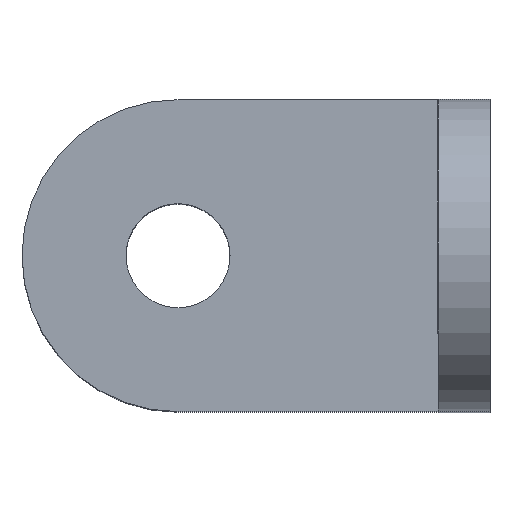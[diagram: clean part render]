
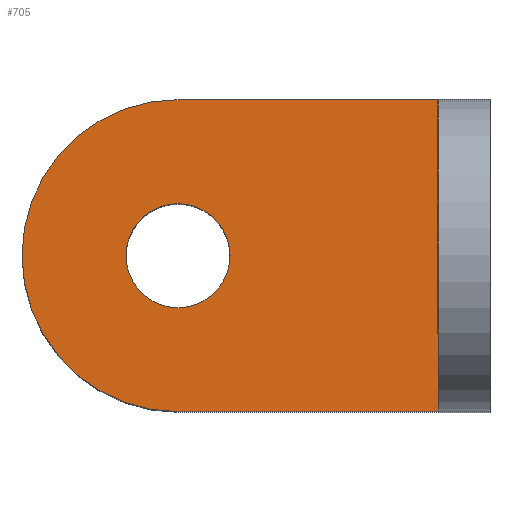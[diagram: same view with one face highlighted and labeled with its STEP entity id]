
A CAD part, top view. The second image highlights one B-rep face of the part: STEP entity #705.
In plain terms, the highlighted planar face has unit normal (0, 0, 1).
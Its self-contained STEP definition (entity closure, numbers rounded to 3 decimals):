
#19 = ORIENTED_EDGE ( 'NONE', *, *, #41, .T. ) ;
#27 = DIRECTION ( 'NONE',  ( 0., 0., 1. ) ) ;
#33 = DIRECTION ( 'NONE',  ( 1., 0., 0. ) ) ;
#38 = DIRECTION ( 'NONE',  ( -1., 0., 0. ) ) ;
#39 = VERTEX_POINT ( 'NONE', #567 ) ;
#41 = EDGE_CURVE ( 'NONE', #549, #535, #570, .T. ) ;
#48 = CARTESIAN_POINT ( 'NONE',  ( 0., 0., 18. ) ) ;
#53 = EDGE_CURVE ( 'NONE', #482, #657, #428, .T. ) ;
#74 = ORIENTED_EDGE ( 'NONE', *, *, #156, .F. ) ;
#100 = LINE ( 'NONE', #580, #566 ) ;
#116 = CARTESIAN_POINT ( 'NONE',  ( 0., 0., 18. ) ) ;
#126 = VERTEX_POINT ( 'NONE', #159 ) ;
#128 = AXIS2_PLACEMENT_3D ( 'NONE', #48, #230, #523 ) ;
#130 = EDGE_CURVE ( 'NONE', #39, #482, #100, .T. ) ;
#154 = PLANE ( 'NONE',  #128 ) ;
#156 = EDGE_CURVE ( 'NONE', #413, #126, #543, .T. ) ;
#159 = CARTESIAN_POINT ( 'NONE',  ( -5., 0., 18. ) ) ;
#213 = CARTESIAN_POINT ( 'NONE',  ( 25., 15., 18. ) ) ;
#220 = CARTESIAN_POINT ( 'NONE',  ( 25., -15., 18. ) ) ;
#225 = CARTESIAN_POINT ( 'NONE',  ( -15., 0., 18. ) ) ;
#227 = ORIENTED_EDGE ( 'NONE', *, *, #130, .T. ) ;
#230 = DIRECTION ( 'NONE',  ( 0., 0., 1. ) ) ;
#231 = DIRECTION ( 'NONE',  ( 1., 0., 0. ) ) ;
#238 = DIRECTION ( 'NONE',  ( 0., 0., 1. ) ) ;
#244 = CARTESIAN_POINT ( 'NONE',  ( 0., 15., 18. ) ) ;
#252 = ORIENTED_EDGE ( 'NONE', *, *, #255, .T. ) ;
#255 = EDGE_CURVE ( 'NONE', #657, #549, #730, .T. ) ;
#266 = VECTOR ( 'NONE', #33, 1000. ) ;
#277 = CARTESIAN_POINT ( 'NONE',  ( 0., 0., 18. ) ) ;
#296 = CARTESIAN_POINT ( 'NONE',  ( 5., 0., 18. ) ) ;
#311 = DIRECTION ( 'NONE',  ( 0., 0., 1. ) ) ;
#317 = AXIS2_PLACEMENT_3D ( 'NONE', #116, #311, #372 ) ;
#323 = CARTESIAN_POINT ( 'NONE',  ( 25., -15., 18. ) ) ;
#344 = DIRECTION ( 'NONE',  ( 1., 0., 0. ) ) ;
#345 = ORIENTED_EDGE ( 'NONE', *, *, #347, .F. ) ;
#347 = EDGE_CURVE ( 'NONE', #126, #413, #743, .T. ) ;
#350 = FACE_BOUND ( 'NONE', #357, .T. ) ;
#357 = EDGE_LOOP ( 'NONE', ( #345, #74 ) ) ;
#372 = DIRECTION ( 'NONE',  ( 1., 0., 0. ) ) ;
#385 = CARTESIAN_POINT ( 'NONE',  ( 0., -15., 18. ) ) ;
#413 = VERTEX_POINT ( 'NONE', #296 ) ;
#423 = EDGE_LOOP ( 'NONE', ( #517, #252, #19, #623, #227 ) ) ;
#428 = CIRCLE ( 'NONE', #590, 15. ) ;
#482 = VERTEX_POINT ( 'NONE', #244 ) ;
#517 = ORIENTED_EDGE ( 'NONE', *, *, #53, .T. ) ;
#520 = CARTESIAN_POINT ( 'NONE',  ( 0., 0., 18. ) ) ;
#523 = DIRECTION ( 'NONE',  ( 1., 0., 0. ) ) ;
#524 = VECTOR ( 'NONE', #744, 1000. ) ;
#535 = VERTEX_POINT ( 'NONE', #323 ) ;
#543 = CIRCLE ( 'NONE', #715, 5. ) ;
#549 = VERTEX_POINT ( 'NONE', #385 ) ;
#566 = VECTOR ( 'NONE', #38, 1000. ) ;
#567 = CARTESIAN_POINT ( 'NONE',  ( 25., 15., 18. ) ) ;
#568 = EDGE_CURVE ( 'NONE', #535, #39, #621, .T. ) ;
#570 = LINE ( 'NONE', #220, #266 ) ;
#580 = CARTESIAN_POINT ( 'NONE',  ( 0., 15., 18. ) ) ;
#590 = AXIS2_PLACEMENT_3D ( 'NONE', #277, #27, #344 ) ;
#621 = LINE ( 'NONE', #213, #524 ) ;
#623 = ORIENTED_EDGE ( 'NONE', *, *, #568, .T. ) ;
#644 = DIRECTION ( 'NONE',  ( 1., 0., 0. ) ) ;
#657 = VERTEX_POINT ( 'NONE', #225 ) ;
#677 = AXIS2_PLACEMENT_3D ( 'NONE', #778, #238, #231 ) ;
#700 = FACE_OUTER_BOUND ( 'NONE', #423, .T. ) ;
#705 = ADVANCED_FACE ( 'NONE', ( #700, #350 ), #154, .T. ) ;
#715 = AXIS2_PLACEMENT_3D ( 'NONE', #520, #761, #644 ) ;
#730 = CIRCLE ( 'NONE', #677, 15. ) ;
#743 = CIRCLE ( 'NONE', #317, 5. ) ;
#744 = DIRECTION ( 'NONE',  ( 0., 1., 0. ) ) ;
#761 = DIRECTION ( 'NONE',  ( 0., 0., 1. ) ) ;
#778 = CARTESIAN_POINT ( 'NONE',  ( 0., 0., 18. ) ) ;
